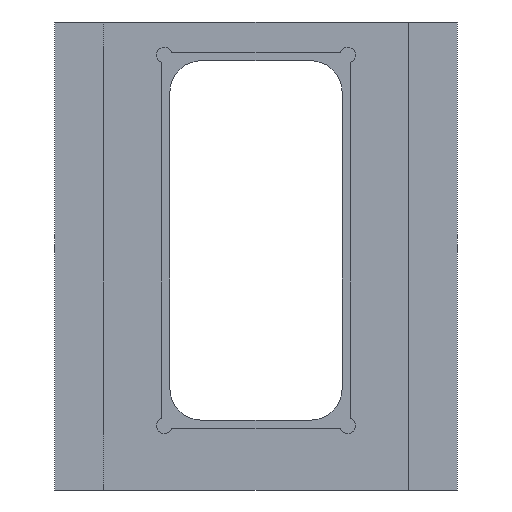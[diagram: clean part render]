
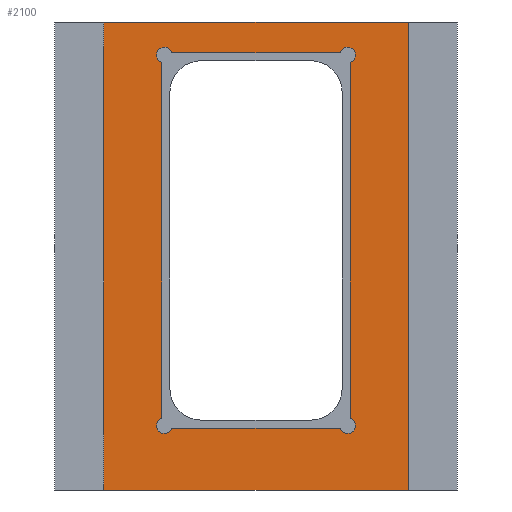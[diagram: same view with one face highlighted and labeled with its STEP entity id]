
A CAD part, front view. The second image highlights one B-rep face of the part: STEP entity #2100.
In plain terms, the highlighted planar face has unit normal (0, -1, 0).
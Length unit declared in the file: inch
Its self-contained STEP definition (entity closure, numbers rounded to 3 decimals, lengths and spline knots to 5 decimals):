
#20 = VERTEX_POINT ( 'NONE', #2126 ) ;
#33 = EDGE_CURVE ( 'NONE', #608, #577, #1402, .T. ) ;
#87 = DIRECTION ( 'NONE',  ( 0., -1., 0. ) ) ;
#125 = DIRECTION ( 'NONE',  ( 0., -1., 0. ) ) ;
#130 = DIRECTION ( 'NONE',  ( 0., 0., 1. ) ) ;
#148 = ORIENTED_EDGE ( 'NONE', *, *, #303, .F. ) ;
#152 = CARTESIAN_POINT ( 'NONE',  ( -1.22047, -1.39764, -0.25 ) ) ;
#176 = CARTESIAN_POINT ( 'NONE',  ( 0.735, -1.39764, 0.2025 ) ) ;
#243 = CARTESIAN_POINT ( 'NONE',  ( -1.22047, -1.39764, 3.5 ) ) ;
#284 = DIRECTION ( 'NONE',  ( 0., -1., 0. ) ) ;
#303 = EDGE_CURVE ( 'NONE', #884, #1599, #1872, .T. ) ;
#362 = EDGE_CURVE ( 'NONE', #2419, #2982, #1023, .T. ) ;
#367 = CARTESIAN_POINT ( 'NONE',  ( 0.735, -1.39764, 0.265 ) ) ;
#390 = LINE ( 'NONE', #1647, #1507 ) ;
#394 = CARTESIAN_POINT ( 'NONE',  ( 0.755, -1.39764, 0.32421 ) ) ;
#451 = EDGE_CURVE ( 'NONE', #707, #2982, #2608, .T. ) ;
#482 = VERTEX_POINT ( 'NONE', #1120 ) ;
#484 = ORIENTED_EDGE ( 'NONE', *, *, #2334, .F. ) ;
#525 = LINE ( 'NONE', #1090, #2763 ) ;
#530 = LINE ( 'NONE', #978, #2552 ) ;
#569 = ORIENTED_EDGE ( 'NONE', *, *, #2893, .F. ) ;
#573 = VECTOR ( 'NONE', #2951, 39.37008 ) ;
#577 = VERTEX_POINT ( 'NONE', #3146 ) ;
#583 = DIRECTION ( 'NONE',  ( 0., 0., 1. ) ) ;
#608 = VERTEX_POINT ( 'NONE', #176 ) ;
#664 = CARTESIAN_POINT ( 'NONE',  ( 0.67579, -1.39764, 0.245 ) ) ;
#683 = AXIS2_PLACEMENT_3D ( 'NONE', #1344, #125, #1113 ) ;
#707 = VERTEX_POINT ( 'NONE', #1463 ) ;
#750 = CARTESIAN_POINT ( 'NONE',  ( -0.735, -1.39764, 3.235 ) ) ;
#808 = ORIENTED_EDGE ( 'NONE', *, *, #1690, .F. ) ;
#865 = LINE ( 'NONE', #394, #1108 ) ;
#868 = DIRECTION ( 'NONE',  ( -1., 0., 0. ) ) ;
#884 = VERTEX_POINT ( 'NONE', #1057 ) ;
#914 = EDGE_CURVE ( 'NONE', #577, #1493, #865, .T. ) ;
#978 = CARTESIAN_POINT ( 'NONE',  ( -0.755, -1.39764, 0.32421 ) ) ;
#988 = CARTESIAN_POINT ( 'NONE',  ( -1.22047, -1.39764, 3.5 ) ) ;
#1023 = LINE ( 'NONE', #988, #2346 ) ;
#1053 = AXIS2_PLACEMENT_3D ( 'NONE', #1396, #1426, #2916 ) ;
#1057 = CARTESIAN_POINT ( 'NONE',  ( -0.67579, -1.39764, 3.255 ) ) ;
#1063 = CARTESIAN_POINT ( 'NONE',  ( -0.735, -1.39764, 0.2025 ) ) ;
#1066 = ORIENTED_EDGE ( 'NONE', *, *, #2502, .F. ) ;
#1090 = CARTESIAN_POINT ( 'NONE',  ( 0.67579, -1.39764, 3.255 ) ) ;
#1106 = VECTOR ( 'NONE', #1596, 39.37008 ) ;
#1108 = VECTOR ( 'NONE', #130, 39.37008 ) ;
#1113 = DIRECTION ( 'NONE',  ( 0., 0., -1. ) ) ;
#1115 = VERTEX_POINT ( 'NONE', #1420 ) ;
#1120 = CARTESIAN_POINT ( 'NONE',  ( -0.755, -1.39764, 0.32421 ) ) ;
#1185 = VERTEX_POINT ( 'NONE', #1063 ) ;
#1251 = DIRECTION ( 'NONE',  ( 0., -1., 0. ) ) ;
#1270 = VERTEX_POINT ( 'NONE', #2566 ) ;
#1284 = EDGE_CURVE ( 'NONE', #1270, #884, #525, .T. ) ;
#1297 = VERTEX_POINT ( 'NONE', #664 ) ;
#1341 = DIRECTION ( 'NONE',  ( 0., 0., -1. ) ) ;
#1344 = CARTESIAN_POINT ( 'NONE',  ( 0.735, -1.39764, 0.265 ) ) ;
#1394 = ORIENTED_EDGE ( 'NONE', *, *, #1594, .F. ) ;
#1396 = CARTESIAN_POINT ( 'NONE',  ( -0.735, -1.39764, 0.265 ) ) ;
#1402 = CIRCLE ( 'NONE', #2032, 0.0625 ) ;
#1420 = CARTESIAN_POINT ( 'NONE',  ( 1.22047, -1.39764, 3.5 ) ) ;
#1426 = DIRECTION ( 'NONE',  ( 0., -1., 0. ) ) ;
#1463 = CARTESIAN_POINT ( 'NONE',  ( 1.22047, -1.39764, -0.25 ) ) ;
#1493 = VERTEX_POINT ( 'NONE', #1902 ) ;
#1500 = DIRECTION ( 'NONE',  ( 0., 0., 1. ) ) ;
#1505 = CIRCLE ( 'NONE', #1053, 0.0625 ) ;
#1507 = VECTOR ( 'NONE', #2128, 39.37008 ) ;
#1532 = CARTESIAN_POINT ( 'NONE',  ( -0.735, -1.39764, 0.265 ) ) ;
#1594 = EDGE_CURVE ( 'NONE', #482, #1185, #2293, .T. ) ;
#1596 = DIRECTION ( 'NONE',  ( -1., 0., 0. ) ) ;
#1599 = VERTEX_POINT ( 'NONE', #2498 ) ;
#1620 = VECTOR ( 'NONE', #2049, 39.37008 ) ;
#1647 = CARTESIAN_POINT ( 'NONE',  ( 1.22047, -1.39764, 3.5 ) ) ;
#1690 = EDGE_CURVE ( 'NONE', #1185, #20, #1505, .T. ) ;
#1726 = ORIENTED_EDGE ( 'NONE', *, *, #2433, .F. ) ;
#1762 = CIRCLE ( 'NONE', #683, 0.0625 ) ;
#1798 = FACE_OUTER_BOUND ( 'NONE', #2159, .T. ) ;
#1872 = CIRCLE ( 'NONE', #2867, 0.0625 ) ;
#1902 = CARTESIAN_POINT ( 'NONE',  ( 0.755, -1.39764, 3.17579 ) ) ;
#1954 = ORIENTED_EDGE ( 'NONE', *, *, #362, .T. ) ;
#1955 = DIRECTION ( 'NONE',  ( 0., 0., -1. ) ) ;
#1980 = CARTESIAN_POINT ( 'NONE',  ( -1.22047, -1.39764, 3.5 ) ) ;
#2017 = FACE_BOUND ( 'NONE', #2054, .T. ) ;
#2032 = AXIS2_PLACEMENT_3D ( 'NONE', #367, #87, #1341 ) ;
#2049 = DIRECTION ( 'NONE',  ( 1., 0., 0. ) ) ;
#2054 = EDGE_LOOP ( 'NONE', ( #2744, #1726, #2605, #2574, #2367, #2560, #808, #1394, #1066, #148 ) ) ;
#2070 = AXIS2_PLACEMENT_3D ( 'NONE', #1980, #2544, #583 ) ;
#2100 = ADVANCED_FACE ( 'NONE', ( #2017, #1798 ), #2771, .F. ) ;
#2126 = CARTESIAN_POINT ( 'NONE',  ( -0.67579, -1.39764, 0.245 ) ) ;
#2128 = DIRECTION ( 'NONE',  ( 0., 0., -1. ) ) ;
#2159 = EDGE_LOOP ( 'NONE', ( #1954, #2536, #569, #484 ) ) ;
#2256 = DIRECTION ( 'NONE',  ( 0., 0., -1. ) ) ;
#2276 = LINE ( 'NONE', #2780, #1620 ) ;
#2293 = CIRCLE ( 'NONE', #3023, 0.0625 ) ;
#2334 = EDGE_CURVE ( 'NONE', #2419, #1115, #2934, .T. ) ;
#2346 = VECTOR ( 'NONE', #2482, 39.37008 ) ;
#2367 = ORIENTED_EDGE ( 'NONE', *, *, #2980, .F. ) ;
#2419 = VERTEX_POINT ( 'NONE', #2464 ) ;
#2433 = EDGE_CURVE ( 'NONE', #1493, #1270, #2586, .T. ) ;
#2464 = CARTESIAN_POINT ( 'NONE',  ( -1.22047, -1.39764, 3.5 ) ) ;
#2482 = DIRECTION ( 'NONE',  ( 0., 0., -1. ) ) ;
#2498 = CARTESIAN_POINT ( 'NONE',  ( -0.755, -1.39764, 3.17579 ) ) ;
#2502 = EDGE_CURVE ( 'NONE', #1599, #482, #530, .T. ) ;
#2536 = ORIENTED_EDGE ( 'NONE', *, *, #451, .F. ) ;
#2544 = DIRECTION ( 'NONE',  ( 0., 1., 0. ) ) ;
#2552 = VECTOR ( 'NONE', #1955, 39.37008 ) ;
#2560 = ORIENTED_EDGE ( 'NONE', *, *, #3117, .F. ) ;
#2566 = CARTESIAN_POINT ( 'NONE',  ( 0.67579, -1.39764, 3.255 ) ) ;
#2574 = ORIENTED_EDGE ( 'NONE', *, *, #33, .F. ) ;
#2586 = CIRCLE ( 'NONE', #3008, 0.0625 ) ;
#2605 = ORIENTED_EDGE ( 'NONE', *, *, #914, .F. ) ;
#2608 = LINE ( 'NONE', #2841, #1106 ) ;
#2740 = DIRECTION ( 'NONE',  ( 0., -1., 0. ) ) ;
#2744 = ORIENTED_EDGE ( 'NONE', *, *, #1284, .F. ) ;
#2747 = CARTESIAN_POINT ( 'NONE',  ( 0.735, -1.39764, 3.235 ) ) ;
#2763 = VECTOR ( 'NONE', #868, 39.37008 ) ;
#2771 = PLANE ( 'NONE',  #2070 ) ;
#2780 = CARTESIAN_POINT ( 'NONE',  ( 0.67579, -1.39764, 0.245 ) ) ;
#2841 = CARTESIAN_POINT ( 'NONE',  ( -1.22047, -1.39764, -0.25 ) ) ;
#2867 = AXIS2_PLACEMENT_3D ( 'NONE', #750, #2740, #1500 ) ;
#2893 = EDGE_CURVE ( 'NONE', #1115, #707, #390, .T. ) ;
#2916 = DIRECTION ( 'NONE',  ( 0., 0., -1. ) ) ;
#2934 = LINE ( 'NONE', #243, #573 ) ;
#2951 = DIRECTION ( 'NONE',  ( 1., 0., 0. ) ) ;
#2980 = EDGE_CURVE ( 'NONE', #1297, #608, #1762, .T. ) ;
#2982 = VERTEX_POINT ( 'NONE', #152 ) ;
#3008 = AXIS2_PLACEMENT_3D ( 'NONE', #2747, #1251, #3198 ) ;
#3023 = AXIS2_PLACEMENT_3D ( 'NONE', #1532, #284, #2256 ) ;
#3117 = EDGE_CURVE ( 'NONE', #20, #1297, #2276, .T. ) ;
#3146 = CARTESIAN_POINT ( 'NONE',  ( 0.755, -1.39764, 0.32421 ) ) ;
#3198 = DIRECTION ( 'NONE',  ( 0., 0., 1. ) ) ;
